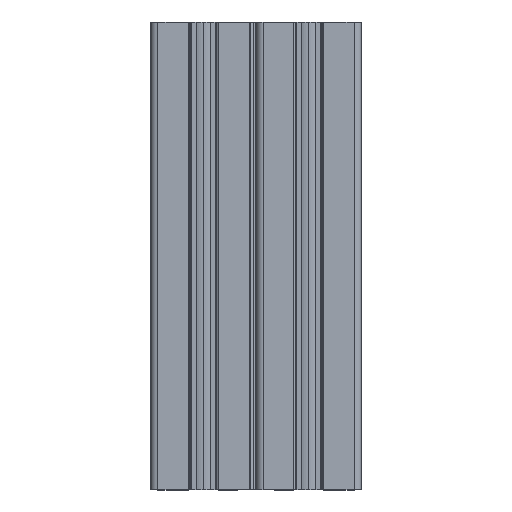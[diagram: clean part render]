
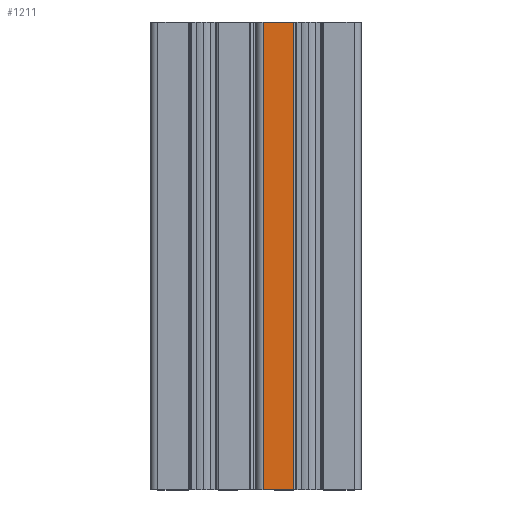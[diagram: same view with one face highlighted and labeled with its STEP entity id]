
A CAD part, top view. The second image highlights one B-rep face of the part: STEP entity #1211.
In plain terms, the highlighted planar face has unit normal (0, 0, 1).
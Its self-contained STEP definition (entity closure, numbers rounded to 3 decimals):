
#286 = DIRECTION ( 'NONE',  ( 0., -1., 0. ) ) ;
#823 = DIRECTION ( 'NONE',  ( 1., 0., 0. ) ) ;
#1211 = ADVANCED_FACE ( 'NONE', ( #6793 ), #13678, .T. ) ;
#1538 = VECTOR ( 'NONE', #823, 1000. ) ;
#1649 = EDGE_LOOP ( 'NONE', ( #2463, #17907, #8854, #18108 ) ) ;
#2364 = VERTEX_POINT ( 'NONE', #17898 ) ;
#2452 = EDGE_CURVE ( 'NONE', #12249, #5878, #16972, .T. ) ;
#2463 = ORIENTED_EDGE ( 'NONE', *, *, #8551, .T. ) ;
#2814 = LINE ( 'NONE', #19963, #1538 ) ;
#3374 = CARTESIAN_POINT ( 'NONE',  ( 3., 200., 45. ) ) ;
#3428 = VECTOR ( 'NONE', #19610, 1000. ) ;
#5112 = CARTESIAN_POINT ( 'NONE',  ( 3., 0., 45. ) ) ;
#5878 = VERTEX_POINT ( 'NONE', #8596 ) ;
#6445 = VECTOR ( 'NONE', #286, 1000. ) ;
#6793 = FACE_OUTER_BOUND ( 'NONE', #1649, .T. ) ;
#8551 = EDGE_CURVE ( 'NONE', #18981, #2364, #2814, .T. ) ;
#8568 = CARTESIAN_POINT ( 'NONE',  ( 16.2, 0., 45. ) ) ;
#8596 = CARTESIAN_POINT ( 'NONE',  ( 16.2, 200., 45. ) ) ;
#8785 = DIRECTION ( 'NONE',  ( 0., 0., 1. ) ) ;
#8854 = ORIENTED_EDGE ( 'NONE', *, *, #2452, .F. ) ;
#11486 = LINE ( 'NONE', #5112, #6445 ) ;
#12249 = VERTEX_POINT ( 'NONE', #3374 ) ;
#13242 = EDGE_CURVE ( 'NONE', #12249, #18981, #11486, .T. ) ;
#13599 = DIRECTION ( 'NONE',  ( 1., 0., 0. ) ) ;
#13678 = PLANE ( 'NONE',  #14430 ) ;
#13707 = EDGE_CURVE ( 'NONE', #2364, #5878, #15896, .T. ) ;
#14430 = AXIS2_PLACEMENT_3D ( 'NONE', #16661, #8785, #13599 ) ;
#14471 = VECTOR ( 'NONE', #18104, 1000. ) ;
#15896 = LINE ( 'NONE', #8568, #3428 ) ;
#16661 = CARTESIAN_POINT ( 'NONE',  ( 3., 0., 45. ) ) ;
#16972 = LINE ( 'NONE', #18040, #14471 ) ;
#17898 = CARTESIAN_POINT ( 'NONE',  ( 16.2, 0., 45. ) ) ;
#17907 = ORIENTED_EDGE ( 'NONE', *, *, #13707, .T. ) ;
#18040 = CARTESIAN_POINT ( 'NONE',  ( 0., 200., 45. ) ) ;
#18104 = DIRECTION ( 'NONE',  ( 1., 0., 0. ) ) ;
#18108 = ORIENTED_EDGE ( 'NONE', *, *, #13242, .T. ) ;
#18933 = CARTESIAN_POINT ( 'NONE',  ( 3., 0., 45. ) ) ;
#18981 = VERTEX_POINT ( 'NONE', #18933 ) ;
#19610 = DIRECTION ( 'NONE',  ( 0., 1., 0. ) ) ;
#19963 = CARTESIAN_POINT ( 'NONE',  ( 3., 0., 45. ) ) ;
